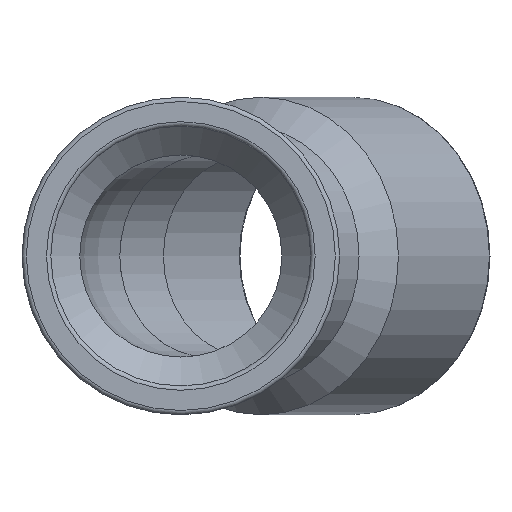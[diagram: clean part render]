
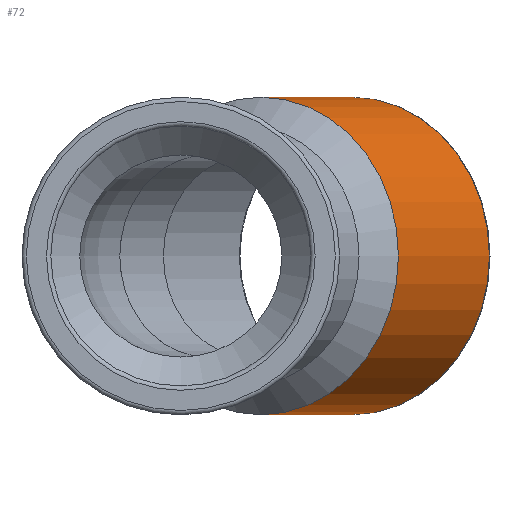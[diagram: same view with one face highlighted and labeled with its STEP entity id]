
A CAD part, front view. The second image highlights one B-rep face of the part: STEP entity #72.
In plain terms, the highlighted cylindrical face has radius 38.5 mm (diameter 77 mm), a full revolution.
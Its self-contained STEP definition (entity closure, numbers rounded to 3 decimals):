
#72=ADVANCED_FACE('',(#161,#162),#163,.T.);
#161=FACE_OUTER_BOUND('',#264,.T.);
#162=FACE_OUTER_BOUND('',#265,.T.);
#163=CYLINDRICAL_SURFACE('',#266,38.5);
#264=EDGE_LOOP('',(#385));
#265=EDGE_LOOP('',(#386));
#266=AXIS2_PLACEMENT_3D('',#387,#388,#389);
#385=ORIENTED_EDGE('',*,*,#485,.F.);
#386=ORIENTED_EDGE('',*,*,#486,.T.);
#387=CARTESIAN_POINT('',(6.432,95.118,0.));
#388=DIRECTION('',(0.5,0.866,0.));
#389=DIRECTION('',(0.866,-0.5,0.));
#485=EDGE_CURVE('',#549,#549,#550,.T.);
#486=EDGE_CURVE('',#551,#551,#552,.T.);
#549=VERTEX_POINT('',#621);
#550=CIRCLE('',#622,38.5);
#551=VERTEX_POINT('',#623);
#552=CIRCLE('',#624,38.5);
#621=CARTESIAN_POINT('',(52.758,98.356,0.));
#622=AXIS2_PLACEMENT_3D('',#696,#697,#698);
#623=CARTESIAN_POINT('',(74.808,136.548,0.));
#624=AXIS2_PLACEMENT_3D('',#699,#700,#701);
#696=CARTESIAN_POINT('',(19.416,117.606,0.));
#697=DIRECTION('',(-0.5,-0.866,0.));
#698=DIRECTION('',(0.866,-0.5,0.));
#699=CARTESIAN_POINT('',(41.466,155.798,0.));
#700=DIRECTION('',(-0.5,-0.866,0.));
#701=DIRECTION('',(0.866,-0.5,0.));
